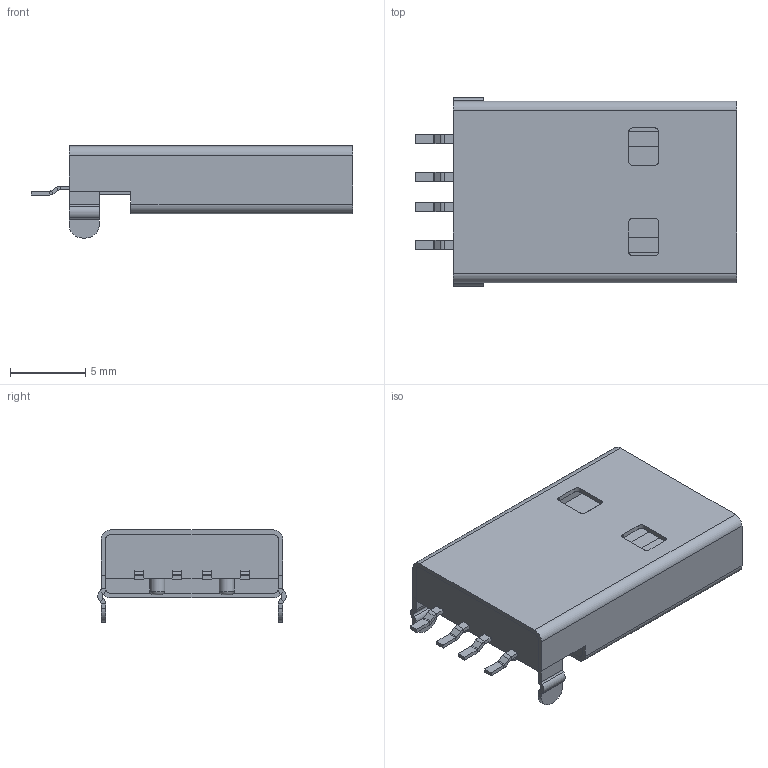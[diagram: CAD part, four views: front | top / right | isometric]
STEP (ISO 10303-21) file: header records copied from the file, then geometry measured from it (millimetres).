
FILE_DESCRIPTION(('FreeCAD Model'),'2;1');
FILE_NAME('Open CASCADE Shape Model','2024-05-24T02:37:38',( 'kicad StepUp'),('ksu MCAD'),'Open CASCADE STEP processor 7.7', 'FreeCAD','Unknown');
FILE_SCHEMA(('AUTOMOTIVE_DESIGN { 1 0 10303 214 1 1 1 1 }'));
Length unit declared in the file: millimetre
Products named in the file (1): USB_A_CNCTech_1001-011-01101_Horizontal
Bounding box: 21.3 x 12.5 x 6.1 mm (x, y, z)
Volume: 756.2 mm3; surface area: 1818.5 mm2
Topology: 12 solids, 12 shells, 254 faces, 579 edges, 348 vertices
Faces by surface type: plane 190, cylinder 62, torus 2
Full cylindrical faces by diameter (mm): 1 x2
Entity records: 8860 total; most frequent: DIRECTION 1217, CARTESIAN_POINT 1182, ORIENTED_EDGE 1158, EDGE_CURVE 579, LINE 451, VECTOR 451, AXIS2_PLACEMENT_3D 383, VERTEX_POINT 348
